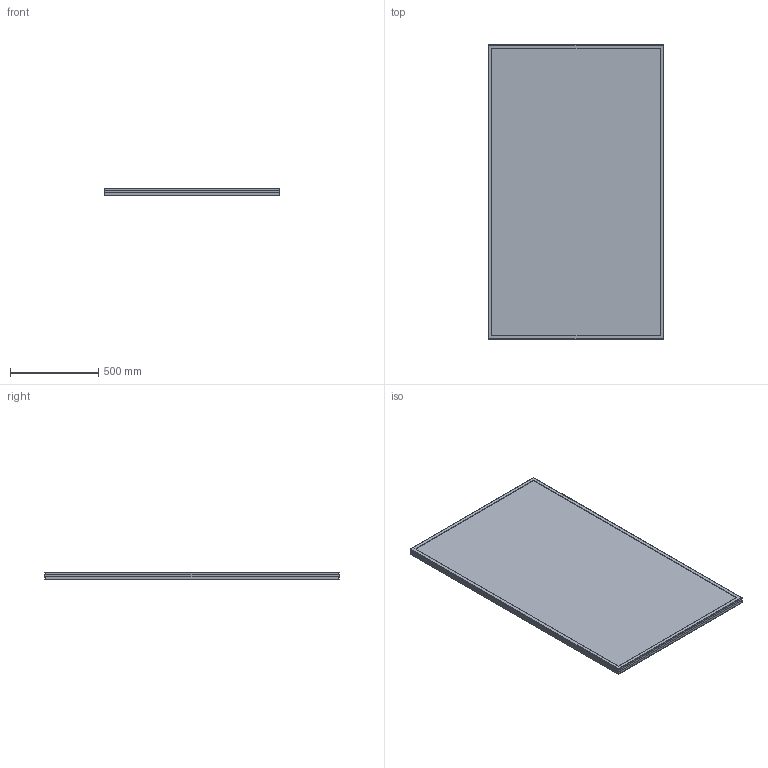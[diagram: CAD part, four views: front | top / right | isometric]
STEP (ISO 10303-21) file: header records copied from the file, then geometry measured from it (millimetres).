
FILE_DESCRIPTION(/* description */ ('Part'),/* implementation_level */ '2;1');
FILE_NAME(/* name */ 'REC260PE - Solar Panel.stp',/* time_stamp */ '2022-05-06T09:37:53+01:00',/* author */ ('Justin'),/* organization */ ('Quantum 4 Limited'),/* preprocessor_version */ 'ST-DEVELOPER v18.1',/* originating_system */ 'Autodesk Inventor 2022',/* authorisation */ '');
FILE_SCHEMA (('AUTOMOTIVE_DESIGN { 1 0 10303 214 3 1 1 }'));
Length unit declared in the file: millimetre
Products named in the file (1): REC260PE - Solar Panel
Bounding box: 991 x 1665 x 38 mm (x, y, z)
Volume: 10393887 mm3; surface area: 4072142.2 mm2
Topology: 5 solids, 5 shells, 134 faces, 338 edges, 220 vertices
Faces by surface type: plane 88, cylinder 42, sphere 4
Full cylindrical faces by diameter (mm): 5 x4, 6 x2
Entity records: 4120 total; most frequent: CARTESIAN_POINT 693, DIRECTION 688, ORIENTED_EDGE 676, EDGE_CURVE 338, LINE 258, VECTOR 258, VERTEX_POINT 220, AXIS2_PLACEMENT_3D 215
